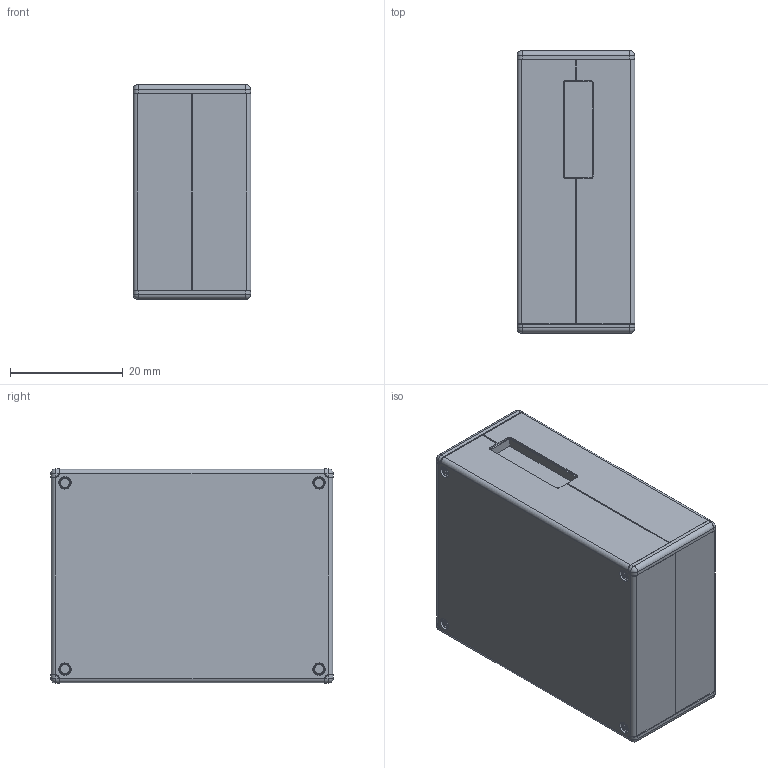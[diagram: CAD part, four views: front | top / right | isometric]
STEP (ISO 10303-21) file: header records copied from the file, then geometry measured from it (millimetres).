
FILE_DESCRIPTION (( 'STEP AP214' ), '1' );
FILE_NAME ('PMS5003.STEP', '2025-02-27T09:05:31', ( 'LENOVO' ), ( '' ), 'SwSTEP 2.0', 'SolidWorks 2021', '' );
FILE_SCHEMA (( 'AUTOMOTIVE_DESIGN' ));
Length unit declared in the file: millimetre
Products named in the file (1): PMS5003
Bounding box: 20.9 x 50 x 38 mm (x, y, z)
Volume: 39032.6 mm3; surface area: 20921.9 mm2
Topology: 3 solids, 3 shells, 337 faces, 954 edges, 620 vertices
Faces by surface type: cylinder 206, plane 99, cone 12, bspline 12, sphere 8
Entity records: 17984 total; most frequent: CARTESIAN_POINT 9832, ORIENTED_EDGE 1892, DIRECTION 1526, EDGE_CURVE 946, VERTEX_POINT 620, AXIS2_PLACEMENT_3D 558, VECTOR 410, LINE 410
